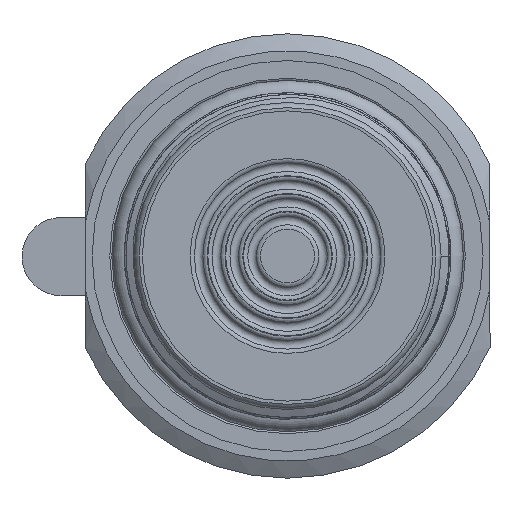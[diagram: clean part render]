
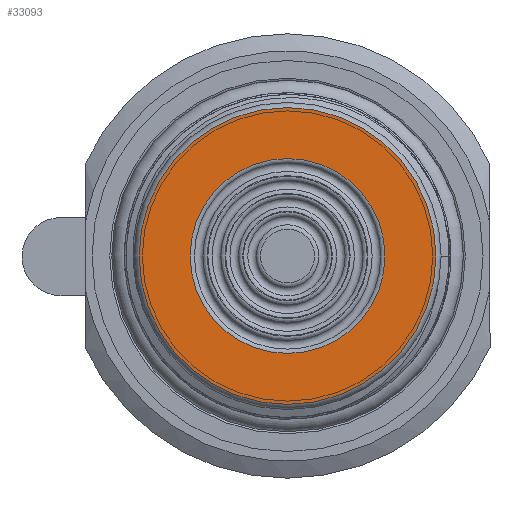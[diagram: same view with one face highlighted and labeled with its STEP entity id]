
A CAD part, left-side view. The second image highlights one B-rep face of the part: STEP entity #33093.
In plain terms, the highlighted planar face has unit normal (-1, 0, 0).
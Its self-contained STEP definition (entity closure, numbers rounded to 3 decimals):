
#816=FACE_BOUND('',#5495,.T.);
#1842=PLANE('',#35376);
#3582=FACE_OUTER_BOUND('',#5494,.T.);
#5494=EDGE_LOOP('',(#30951));
#5495=EDGE_LOOP('',(#30952));
#6266=CIRCLE('',#35377,15.025);
#6267=CIRCLE('',#35378,9.866);
#16514=VERTEX_POINT('',#90741);
#16515=VERTEX_POINT('',#90743);
#21335=EDGE_CURVE('',#16514,#16514,#6266,.T.);
#21336=EDGE_CURVE('',#16515,#16515,#6267,.T.);
#30951=ORIENTED_EDGE('',*,*,#21335,.F.);
#30952=ORIENTED_EDGE('',*,*,#21336,.T.);
#33093=ADVANCED_FACE('',(#3582,#816),#1842,.T.);
#35376=AXIS2_PLACEMENT_3D('',#90740,#42847,#42848);
#35377=AXIS2_PLACEMENT_3D('',#90742,#42849,#42850);
#35378=AXIS2_PLACEMENT_3D('',#90744,#42851,#42852);
#42847=DIRECTION('center_axis',(-1.,0.,0.));
#42848=DIRECTION('ref_axis',(0.,0.,1.));
#42849=DIRECTION('center_axis',(1.,0.,0.));
#42850=DIRECTION('ref_axis',(0.,0.,-1.));
#42851=DIRECTION('center_axis',(1.,0.,0.));
#42852=DIRECTION('ref_axis',(0.,0.,-1.));
#90740=CARTESIAN_POINT('Origin',(0.,15.025,0.));
#90741=CARTESIAN_POINT('',(0.,-15.025,0.));
#90742=CARTESIAN_POINT('Origin',(0.,0.,0.));
#90743=CARTESIAN_POINT('',(0.,0.,9.866));
#90744=CARTESIAN_POINT('Origin',(0.,0.,0.));
